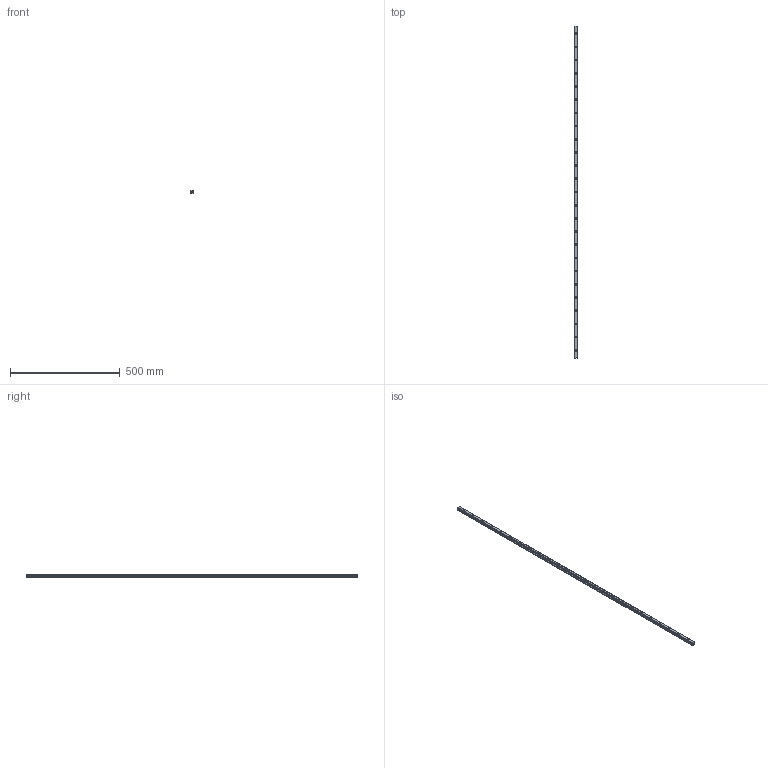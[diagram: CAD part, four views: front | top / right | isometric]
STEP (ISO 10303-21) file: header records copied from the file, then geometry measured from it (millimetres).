
FILE_DESCRIPTION(('STEP AP214'),'1');
FILE_NAME('cctmp_B026A6EC-D67A-4010-BB94-D6B234D8FB67_2020_5_13_8_30_47_110..stp','2020-05-13T06:30:47',('HIWIN GmbH'),('CADClick - www.CADClick.com'),'Spatial InterOp 3D',' ','unknown authorization');
FILE_SCHEMA(('AUTOMOTIVE_DESIGN'));
Length unit declared in the file: millimetre
Products named in the file (1): HGR15R1510H_FILE
Bounding box: 15 x 1510 x 15 mm (x, y, z)
Volume: 277496.7 mm3; surface area: 100661.5 mm2
Topology: 1 solids, 1 shells, 340 faces, 777 edges, 518 vertices
Faces by surface type: cylinder 176, plane 164
Entity records: 12457 total; most frequent: DIRECTION 1811, CARTESIAN_POINT 1636, ORIENTED_EDGE 1554, EDGE_CURVE 777, AXIS2_PLACEMENT_3D 693, VERTEX_POINT 518, LINE 425, VECTOR 425
